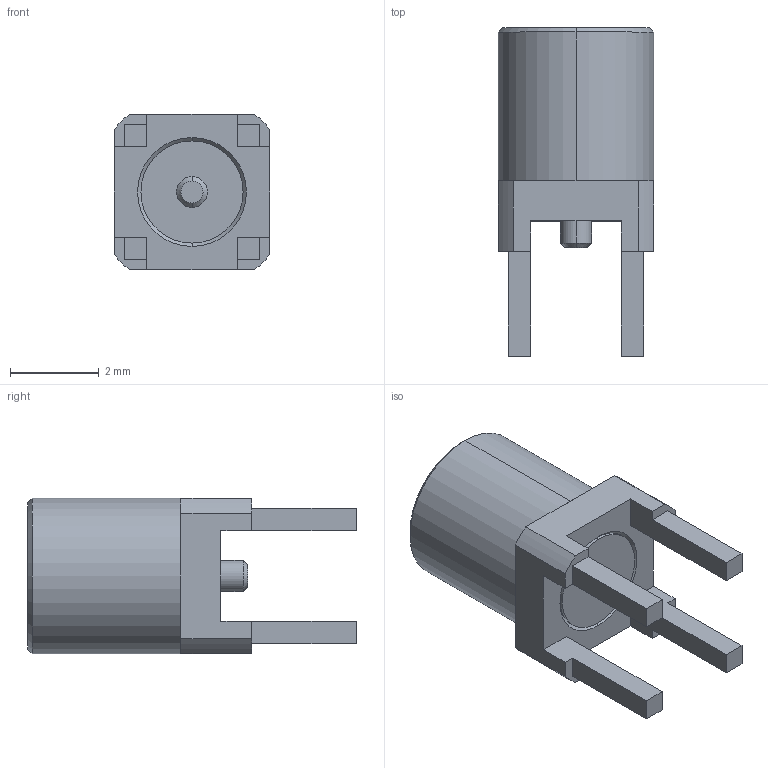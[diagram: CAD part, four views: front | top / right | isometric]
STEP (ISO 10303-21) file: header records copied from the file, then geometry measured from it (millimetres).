
FILE_DESCRIPTION (( 'STEP AP214' ), '1' );
FILE_NAME ('MMCX-J-P-H-ST-MT1.STEP', '2023-07-21T10:39:04', ( '' ), ( '' ), 'SwSTEP 2.0', 'SolidWorks 2022', '' );
FILE_SCHEMA (( 'AUTOMOTIVE_DESIGN' ));
Length unit declared in the file: millimetre
Products named in the file (1): MMCX-J-P-H-ST-MT1
Bounding box: 3.5 x 7.4 x 3.5 mm (x, y, z)
Volume: 33.3 mm3; surface area: 126.1 mm2
Topology: 1 solids, 1 shells, 77 faces, 188 edges, 118 vertices
Faces by surface type: plane 43, cone 18, cylinder 16
Entity records: 2328 total; most frequent: CARTESIAN_POINT 420, DIRECTION 384, ORIENTED_EDGE 376, EDGE_CURVE 188, AXIS2_PLACEMENT_3D 130, VECTOR 124, LINE 124, VERTEX_POINT 118
